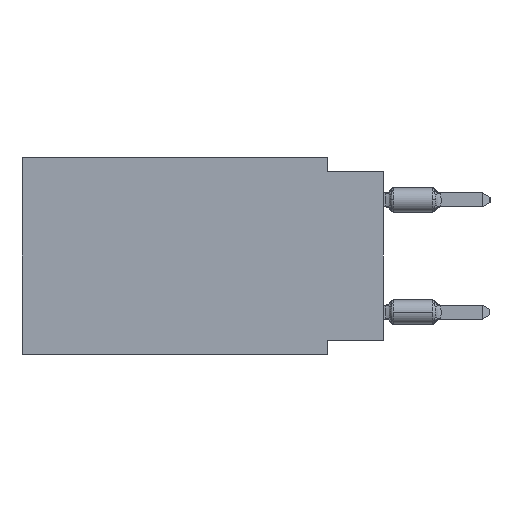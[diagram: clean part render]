
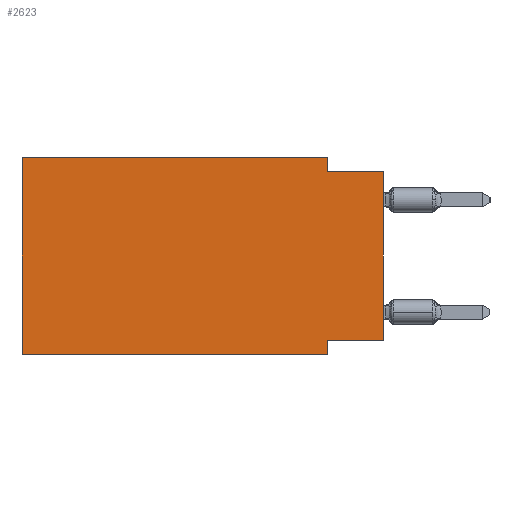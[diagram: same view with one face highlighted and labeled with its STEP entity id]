
A CAD part, left-side view. The second image highlights one B-rep face of the part: STEP entity #2623.
In plain terms, the highlighted planar face has unit normal (-1, 0, 0).
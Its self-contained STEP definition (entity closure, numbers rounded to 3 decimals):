
#436 = VERTEX_POINT ( 'NONE', #27645 ) ;
#696 = ORIENTED_EDGE ( 'NONE', *, *, #8890, .T. ) ;
#1010 = DIRECTION ( 'NONE',  ( 0., -1., 0. ) ) ;
#1184 = CARTESIAN_POINT ( 'NONE',  ( 0., 2.54, -8.89 ) ) ;
#1448 = VECTOR ( 'NONE', #37044, 1000. ) ;
#1742 = VECTOR ( 'NONE', #2275, 1000. ) ;
#1877 = ORIENTED_EDGE ( 'NONE', *, *, #6869, .T. ) ;
#1992 = VERTEX_POINT ( 'NONE', #5890 ) ;
#2275 = DIRECTION ( 'NONE',  ( 0., -1., 0. ) ) ;
#2623 = ADVANCED_FACE ( 'NONE', ( #2817 ), #15194, .F. ) ;
#2628 = CARTESIAN_POINT ( 'NONE',  ( 0., 0., -0.635 ) ) ;
#2817 = FACE_OUTER_BOUND ( 'NONE', #7553, .T. ) ;
#2833 = LINE ( 'NONE', #2628, #21412 ) ;
#3195 = DIRECTION ( 'NONE',  ( 0., 0., -1. ) ) ;
#3339 = DIRECTION ( 'NONE',  ( 0., 0., 1. ) ) ;
#3414 = ORIENTED_EDGE ( 'NONE', *, *, #33984, .F. ) ;
#3547 = VERTEX_POINT ( 'NONE', #10747 ) ;
#5848 = CARTESIAN_POINT ( 'NONE',  ( 0., 16.383, 0. ) ) ;
#5890 = CARTESIAN_POINT ( 'NONE',  ( 0., 0., -0.635 ) ) ;
#6288 = LINE ( 'NONE', #27184, #24060 ) ;
#6869 = EDGE_CURVE ( 'NONE', #436, #3547, #35535, .T. ) ;
#7553 = EDGE_LOOP ( 'NONE', ( #696, #14110, #3414, #33357, #19106, #1877, #28571, #13730 ) ) ;
#8890 = EDGE_CURVE ( 'NONE', #15851, #1992, #31340, .T. ) ;
#10747 = CARTESIAN_POINT ( 'NONE',  ( 0., 2.54, -8.89 ) ) ;
#11560 = VECTOR ( 'NONE', #31812, 1000. ) ;
#12060 = DIRECTION ( 'NONE',  ( 0., 0., 1. ) ) ;
#12291 = CARTESIAN_POINT ( 'NONE',  ( 0., 0., -8.255 ) ) ;
#12455 = LINE ( 'NONE', #15307, #35650 ) ;
#13730 = ORIENTED_EDGE ( 'NONE', *, *, #29130, .F. ) ;
#14110 = ORIENTED_EDGE ( 'NONE', *, *, #30468, .F. ) ;
#15194 = PLANE ( 'NONE',  #27848 ) ;
#15307 = CARTESIAN_POINT ( 'NONE',  ( 0., 16.383, 0. ) ) ;
#15851 = VERTEX_POINT ( 'NONE', #37011 ) ;
#16305 = CARTESIAN_POINT ( 'NONE',  ( 0., 2.54, 0. ) ) ;
#16999 = LINE ( 'NONE', #20256, #11560 ) ;
#18015 = EDGE_CURVE ( 'NONE', #30570, #29761, #6288, .T. ) ;
#18373 = CARTESIAN_POINT ( 'NONE',  ( 0., 0., 0. ) ) ;
#18390 = LINE ( 'NONE', #12291, #1448 ) ;
#19060 = DIRECTION ( 'NONE',  ( 0., 0., -1. ) ) ;
#19106 = ORIENTED_EDGE ( 'NONE', *, *, #30851, .F. ) ;
#20256 = CARTESIAN_POINT ( 'NONE',  ( 0., 2.54, 0. ) ) ;
#20513 = VERTEX_POINT ( 'NONE', #22516 ) ;
#21412 = VECTOR ( 'NONE', #37302, 1000. ) ;
#22516 = CARTESIAN_POINT ( 'NONE',  ( 0., 2.54, -0.635 ) ) ;
#22686 = CARTESIAN_POINT ( 'NONE',  ( 0., 16.383, 0. ) ) ;
#24060 = VECTOR ( 'NONE', #1010, 1000. ) ;
#27184 = CARTESIAN_POINT ( 'NONE',  ( 0., 16.383, 0. ) ) ;
#27443 = VERTEX_POINT ( 'NONE', #36500 ) ;
#27645 = CARTESIAN_POINT ( 'NONE',  ( 0., 16.383, -8.89 ) ) ;
#27848 = AXIS2_PLACEMENT_3D ( 'NONE', #5848, #27950, #3195 ) ;
#27950 = DIRECTION ( 'NONE',  ( 1., 0., 0. ) ) ;
#28571 = ORIENTED_EDGE ( 'NONE', *, *, #35704, .F. ) ;
#29130 = EDGE_CURVE ( 'NONE', #15851, #27443, #18390, .T. ) ;
#29761 = VERTEX_POINT ( 'NONE', #16305 ) ;
#30468 = EDGE_CURVE ( 'NONE', #20513, #1992, #2833, .T. ) ;
#30570 = VERTEX_POINT ( 'NONE', #22686 ) ;
#30851 = EDGE_CURVE ( 'NONE', #436, #30570, #12455, .T. ) ;
#31340 = LINE ( 'NONE', #18373, #37128 ) ;
#31812 = DIRECTION ( 'NONE',  ( 0., 0., -1. ) ) ;
#33357 = ORIENTED_EDGE ( 'NONE', *, *, #18015, .F. ) ;
#33984 = EDGE_CURVE ( 'NONE', #29761, #20513, #16999, .T. ) ;
#35535 = LINE ( 'NONE', #36146, #1742 ) ;
#35650 = VECTOR ( 'NONE', #12060, 1000. ) ;
#35704 = EDGE_CURVE ( 'NONE', #27443, #3547, #37503, .T. ) ;
#36146 = CARTESIAN_POINT ( 'NONE',  ( 0., 16.383, -8.89 ) ) ;
#36500 = CARTESIAN_POINT ( 'NONE',  ( 0., 2.54, -8.255 ) ) ;
#37011 = CARTESIAN_POINT ( 'NONE',  ( 0., 0., -8.255 ) ) ;
#37044 = DIRECTION ( 'NONE',  ( 0., 1., 0. ) ) ;
#37128 = VECTOR ( 'NONE', #3339, 1000. ) ;
#37302 = DIRECTION ( 'NONE',  ( 0., -1., 0. ) ) ;
#37503 = LINE ( 'NONE', #1184, #37577 ) ;
#37577 = VECTOR ( 'NONE', #19060, 1000. ) ;
